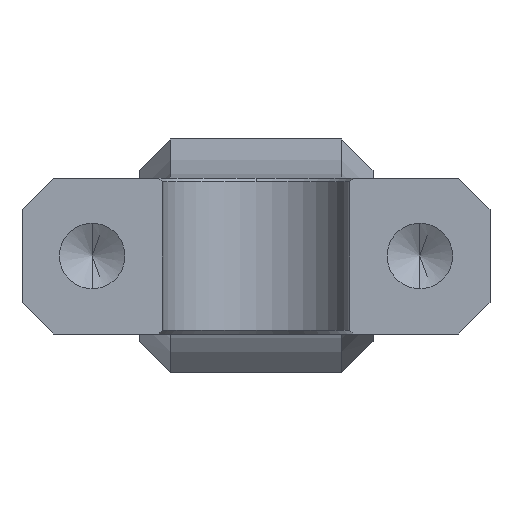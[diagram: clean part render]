
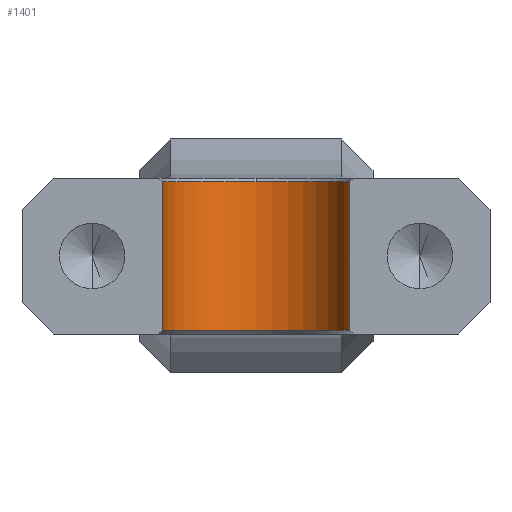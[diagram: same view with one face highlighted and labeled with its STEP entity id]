
A CAD part, left-side view. The second image highlights one B-rep face of the part: STEP entity #1401.
In plain terms, the highlighted cylindrical face has radius 6 mm (diameter 12 mm), a partial arc.
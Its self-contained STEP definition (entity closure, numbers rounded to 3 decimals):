
#13 = VERTEX_POINT ( 'NONE', #580 ) ;
#19 = CIRCLE ( 'NONE', #1470, 6. ) ;
#164 = CARTESIAN_POINT ( 'NONE',  ( 0., -6., 5. ) ) ;
#365 = CARTESIAN_POINT ( 'NONE',  ( 0., 0., 4.75 ) ) ;
#399 = CARTESIAN_POINT ( 'NONE',  ( 0., 0., -4.75 ) ) ;
#446 = EDGE_CURVE ( 'NONE', #2470, #1939, #19, .T. ) ;
#530 = DIRECTION ( 'NONE',  ( 0., 0., 1. ) ) ;
#558 = CIRCLE ( 'NONE', #2025, 6. ) ;
#580 = CARTESIAN_POINT ( 'NONE',  ( 0., -6., 4.75 ) ) ;
#639 = DIRECTION ( 'NONE',  ( -1., 0., 0. ) ) ;
#678 = VECTOR ( 'NONE', #959, 1000. ) ;
#723 = CIRCLE ( 'NONE', #2527, 6. ) ;
#751 = DIRECTION ( 'NONE',  ( 0., 0., 1. ) ) ;
#809 = DIRECTION ( 'NONE',  ( 0., 0., -1. ) ) ;
#860 = ORIENTED_EDGE ( 'NONE', *, *, #446, .T. ) ;
#862 = CARTESIAN_POINT ( 'NONE',  ( 0., 6., 5. ) ) ;
#864 = EDGE_CURVE ( 'NONE', #13, #2062, #1955, .T. ) ;
#903 = LINE ( 'NONE', #862, #2151 ) ;
#959 = DIRECTION ( 'NONE',  ( 0., 0., -1. ) ) ;
#972 = CARTESIAN_POINT ( 'NONE',  ( 0., -6., -4.75 ) ) ;
#982 = EDGE_LOOP ( 'NONE', ( #1742, #1112, #1706, #1109, #860 ) ) ;
#1109 = ORIENTED_EDGE ( 'NONE', *, *, #1660, .T. ) ;
#1111 = CARTESIAN_POINT ( 'NONE',  ( 0., 6., 4.75 ) ) ;
#1112 = ORIENTED_EDGE ( 'NONE', *, *, #1303, .T. ) ;
#1193 = DIRECTION ( 'NONE',  ( -1., 0., 0. ) ) ;
#1205 = CYLINDRICAL_SURFACE ( 'NONE', #1563, 6. ) ;
#1217 = CARTESIAN_POINT ( 'NONE',  ( 0., 6., -4.75 ) ) ;
#1303 = EDGE_CURVE ( 'NONE', #1444, #2062, #723, .T. ) ;
#1373 = CARTESIAN_POINT ( 'NONE',  ( 6., 0., 4.75 ) ) ;
#1401 = ADVANCED_FACE ( 'NONE', ( #2203 ), #1205, .F. ) ;
#1444 = VERTEX_POINT ( 'NONE', #1217 ) ;
#1470 = AXIS2_PLACEMENT_3D ( 'NONE', #365, #530, #2558 ) ;
#1502 = DIRECTION ( 'NONE',  ( 0., 0., -1. ) ) ;
#1543 = EDGE_CURVE ( 'NONE', #1939, #1444, #903, .T. ) ;
#1563 = AXIS2_PLACEMENT_3D ( 'NONE', #2257, #809, #639 ) ;
#1660 = EDGE_CURVE ( 'NONE', #13, #2470, #558, .T. ) ;
#1706 = ORIENTED_EDGE ( 'NONE', *, *, #864, .F. ) ;
#1742 = ORIENTED_EDGE ( 'NONE', *, *, #1543, .T. ) ;
#1755 = DIRECTION ( 'NONE',  ( -1., 0., 0. ) ) ;
#1939 = VERTEX_POINT ( 'NONE', #1111 ) ;
#1955 = LINE ( 'NONE', #164, #678 ) ;
#2025 = AXIS2_PLACEMENT_3D ( 'NONE', #2185, #751, #1755 ) ;
#2062 = VERTEX_POINT ( 'NONE', #972 ) ;
#2136 = DIRECTION ( 'NONE',  ( 0., 0., -1. ) ) ;
#2151 = VECTOR ( 'NONE', #1502, 1000. ) ;
#2185 = CARTESIAN_POINT ( 'NONE',  ( 0., 0., 4.75 ) ) ;
#2203 = FACE_OUTER_BOUND ( 'NONE', #982, .T. ) ;
#2257 = CARTESIAN_POINT ( 'NONE',  ( 0., 0., 5. ) ) ;
#2470 = VERTEX_POINT ( 'NONE', #1373 ) ;
#2527 = AXIS2_PLACEMENT_3D ( 'NONE', #399, #2136, #1193 ) ;
#2558 = DIRECTION ( 'NONE',  ( -1., 0., 0. ) ) ;
